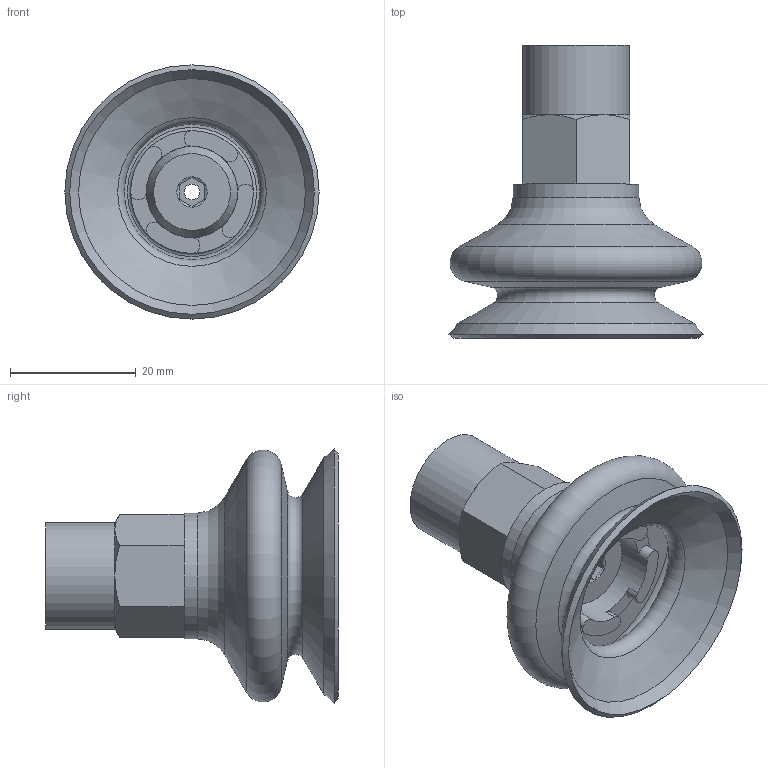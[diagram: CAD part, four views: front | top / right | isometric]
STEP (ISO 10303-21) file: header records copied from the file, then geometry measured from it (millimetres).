
FILE_DESCRIPTION(/* description */ ('STEP AP214'),/* implementation_level */ '2;1');
FILE_NAME(/* name */ '525991_ESS-40-BT-G1_4-I',/* time_stamp */ '2024-08-28T09:19:41+02:00',/* author */ ('License CC BY-ND 4.0'),/* organization */ ('CADENAS'),/* preprocessor_version */ 'ST-DEVELOPER v19.3',/* originating_system */ 'PARTsolutions',/* authorisation */ ' ');
FILE_SCHEMA (('AUTOMOTIVE_DESIGN {1 0 10303 214 3 1 1}'));
Length unit declared in the file: millimetre
Products named in the file (1): 525991 ESS-40-BT-G1/4-I
Bounding box: 40.35 x 46.5 x 40.35 mm (x, y, z)
Volume: 12529.8 mm3; surface area: 9818.4 mm2
Topology: 1 solids, 1 shells, 63 faces, 147 edges, 90 vertices
Faces by surface type: plane 26, cone 17, cylinder 14, torus 6
Full cylindrical faces by diameter (mm): 2.5 x1, 11.445 x1, 14.5 x1, 17 x1, 19.5 x1, 20 x1
Entity records: 2153 total; most frequent: CARTESIAN_POINT 334, DIRECTION 296, ORIENTED_EDGE 244, AXIS2_PLACEMENT_3D 128, EDGE_CURVE 122, EDGE_LOOP 92, FACE_BOUND 92, VERTEX_POINT 88
